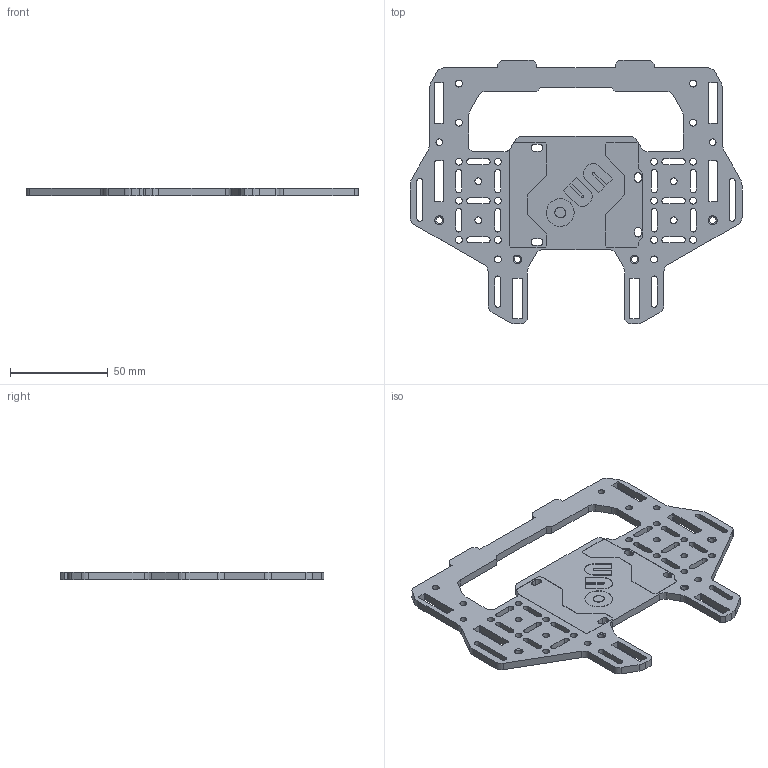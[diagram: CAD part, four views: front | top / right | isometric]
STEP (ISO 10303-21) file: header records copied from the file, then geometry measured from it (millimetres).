
FILE_DESCRIPTION(('STEP AP242'), '1');
FILE_NAME('Ñòåíêà-Âåðõíÿÿ-v1', '', ('UNSPECIFIED'), ('UNSPECIFIED'), 'C3D Converter', 'C3D Toolkit', '');
FILE_SCHEMA(('AP242_MANAGED_MODEL_BASED_3D_ENGINEERING_MIM_LF { 1 0 10303 442 1 1 4 }'));
Length unit declared in the file: millimetre
Assembly tree (8 placements, depth 3):
  (unnamed)
    (unnamed)
      (unnamed)
      (unnamed)
    (unnamed)
      (unnamed)  x2
      (unnamed)
    (unnamed)
Bounding box: 170 x 135 x 4 mm (x, y, z)
Volume: 46359 mm3; surface area: 31857.1 mm2
Topology: 1 solids, 1 shells, 327 faces, 952 edges, 632 vertices
Faces by surface type: plane 167, cylinder 124, extrusion 28, cone 8
Full cylindrical faces by diameter (mm): 3.4 x4, 3.5 x24
Entity records: 11317 total; most frequent: CARTESIAN_POINT 2064, ORIENTED_EDGE 1832, DIRECTION 1757, EDGE_CURVE 916, VERTEX_POINT 632, VECTOR 631, LINE 603, AXIS2_PLACEMENT_3D 563
